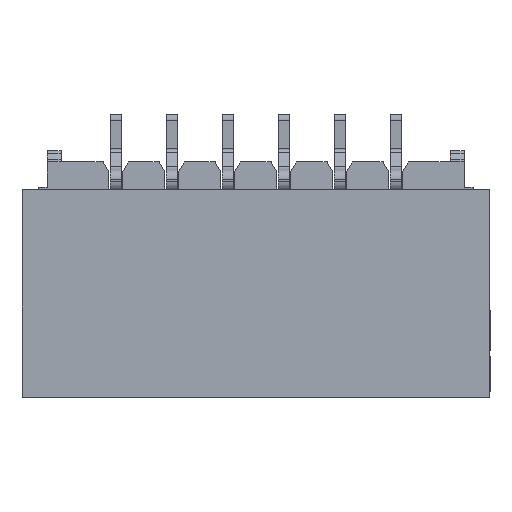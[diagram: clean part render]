
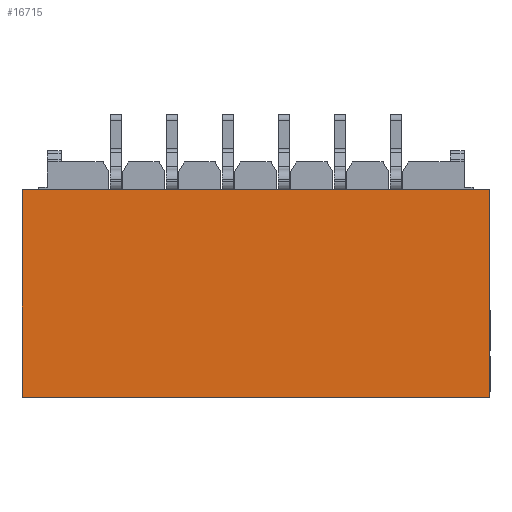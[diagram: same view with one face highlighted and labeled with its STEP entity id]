
A CAD part, top view. The second image highlights one B-rep face of the part: STEP entity #16715.
In plain terms, the highlighted planar face has unit normal (0, 0, 1).
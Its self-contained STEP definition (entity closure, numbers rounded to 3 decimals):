
#1068 = VECTOR ( 'NONE', #10346, 1000. ) ;
#2272 = VERTEX_POINT ( 'NONE', #14187 ) ;
#2748 = PLANE ( 'NONE',  #12230 ) ;
#2913 = EDGE_CURVE ( 'NONE', #20228, #5895, #10733, .T. ) ;
#3153 = VERTEX_POINT ( 'NONE', #8391 ) ;
#3287 = DIRECTION ( 'NONE',  ( -1., 0., 0. ) ) ;
#3540 = LINE ( 'NONE', #7817, #3941 ) ;
#3941 = VECTOR ( 'NONE', #3287, 1000. ) ;
#4352 = CARTESIAN_POINT ( 'NONE',  ( -2.625, 1.175, 3.38 ) ) ;
#4552 = ORIENTED_EDGE ( 'NONE', *, *, #17525, .F. ) ;
#5853 = CARTESIAN_POINT ( 'NONE',  ( -4.175, -2.525, 3.38 ) ) ;
#5895 = VERTEX_POINT ( 'NONE', #14018 ) ;
#7817 = CARTESIAN_POINT ( 'NONE',  ( -4.175, -2.525, 3.38 ) ) ;
#8391 = CARTESIAN_POINT ( 'NONE',  ( -4.175, -2.525, 3.38 ) ) ;
#8980 = EDGE_CURVE ( 'NONE', #20228, #3153, #3540, .T. ) ;
#8988 = ORIENTED_EDGE ( 'NONE', *, *, #9734, .F. ) ;
#9267 = DIRECTION ( 'NONE',  ( 0., 1., 0. ) ) ;
#9734 = EDGE_CURVE ( 'NONE', #3153, #2272, #17479, .T. ) ;
#10346 = DIRECTION ( 'NONE',  ( 1., 0., 0. ) ) ;
#10623 = VECTOR ( 'NONE', #18647, 1000. ) ;
#10733 = LINE ( 'NONE', #12919, #10623 ) ;
#10746 = LINE ( 'NONE', #4352, #1068 ) ;
#11328 = DIRECTION ( 'NONE',  ( 0., 1., 0. ) ) ;
#12085 = ORIENTED_EDGE ( 'NONE', *, *, #2913, .T. ) ;
#12149 = CARTESIAN_POINT ( 'NONE',  ( 4.175, -2.525, 3.38 ) ) ;
#12230 = AXIS2_PLACEMENT_3D ( 'NONE', #12895, #13011, #11328 ) ;
#12895 = CARTESIAN_POINT ( 'NONE',  ( -4.175, -2.525, 3.38 ) ) ;
#12919 = CARTESIAN_POINT ( 'NONE',  ( 4.175, -2.525, 3.38 ) ) ;
#13011 = DIRECTION ( 'NONE',  ( 0., 0., -1. ) ) ;
#14018 = CARTESIAN_POINT ( 'NONE',  ( 4.175, 1.175, 3.38 ) ) ;
#14187 = CARTESIAN_POINT ( 'NONE',  ( -4.175, 1.175, 3.38 ) ) ;
#16671 = ORIENTED_EDGE ( 'NONE', *, *, #8980, .F. ) ;
#16715 = ADVANCED_FACE ( 'NONE', ( #20818 ), #2748, .F. ) ;
#17479 = LINE ( 'NONE', #5853, #19656 ) ;
#17525 = EDGE_CURVE ( 'NONE', #2272, #5895, #10746, .T. ) ;
#18647 = DIRECTION ( 'NONE',  ( 0., 1., 0. ) ) ;
#19656 = VECTOR ( 'NONE', #9267, 1000. ) ;
#20228 = VERTEX_POINT ( 'NONE', #12149 ) ;
#20818 = FACE_OUTER_BOUND ( 'NONE', #21033, .T. ) ;
#21033 = EDGE_LOOP ( 'NONE', ( #12085, #4552, #8988, #16671 ) ) ;
